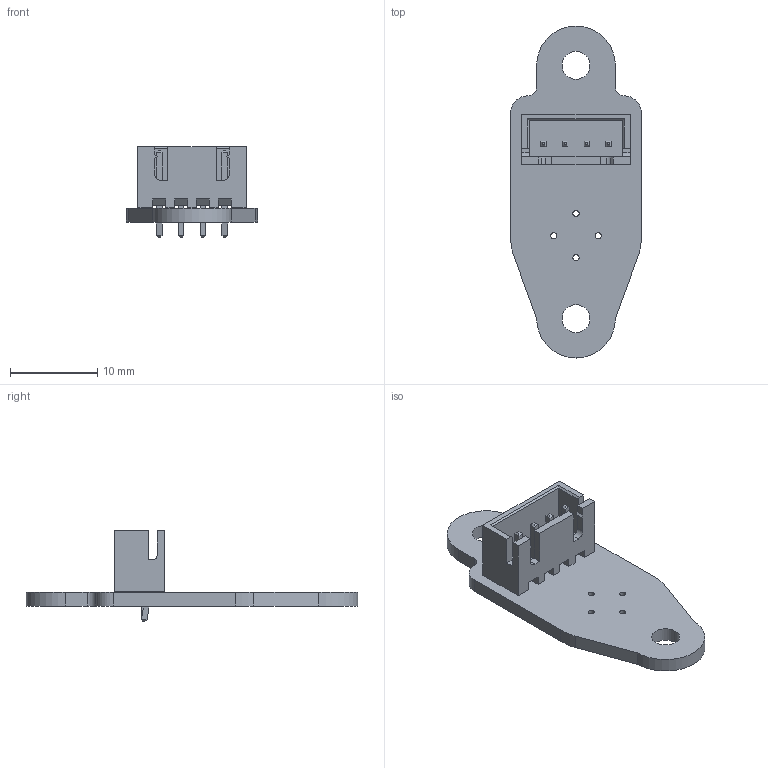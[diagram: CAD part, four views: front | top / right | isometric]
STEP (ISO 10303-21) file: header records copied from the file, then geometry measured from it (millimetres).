
FILE_DESCRIPTION(('KiCad electronic assembly'),'2;1');
FILE_NAME('sdm25mlxboard.step','2025-01-15T19:34:50',('Pcbnew'),('Kicad' ),'Open CASCADE STEP processor 7.7','KiCad to STEP converter', 'Unknown');
FILE_SCHEMA(('AUTOMOTIVE_DESIGN { 1 0 10303 214 1 1 1 1 }'));
Length unit declared in the file: millimetre
Products named in the file (4): sdm25mlxboard 1; JST_XH_B4B-XH-A_1x04_P2.50mm_Vertical; JST_B4B_XH_A; sdm25mlxboard_PCB
Assembly tree (3 placements, depth 3):
  sdm25mlxboard 1
    JST_XH_B4B-XH-A_1x04_P2.50mm_Vertical
      JST_B4B_XH_A
    sdm25mlxboard_PCB
Bounding box: 15 x 38 x 10.4 mm (x, y, z)
Volume: 937.5 mm3; surface area: 1707.6 mm2
Topology: 2 solids, 2 shells, 167 faces, 439 edges, 284 vertices
Faces by surface type: plane 145, cylinder 22
Full cylindrical faces by diameter (mm): 0.7 x4, 0.95 x4, 3.2 x2
Entity records: 6150 total; most frequent: CARTESIAN_POINT 894, ORIENTED_EDGE 878, DIRECTION 825, EDGE_CURVE 439, LINE 395, VECTOR 395, VERTEX_POINT 284, AXIS2_PLACEMENT_3D 215
